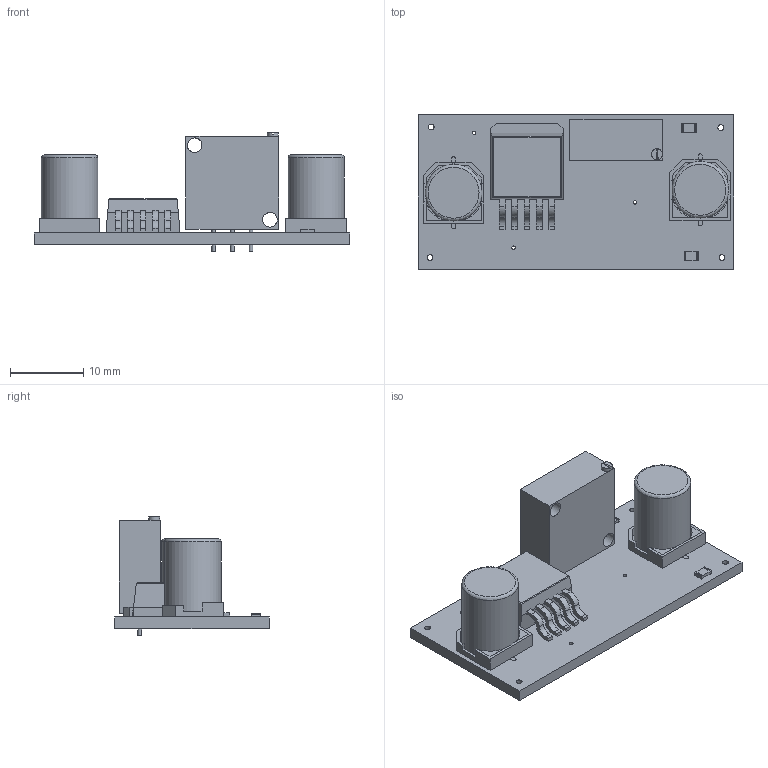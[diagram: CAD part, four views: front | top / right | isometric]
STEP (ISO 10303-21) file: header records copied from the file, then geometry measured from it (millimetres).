
FILE_DESCRIPTION(('for SolidWorks'),'2;1');
FILE_NAME('DC-DC_test.step','2019-04-17T13:05:37',('VAL'),(''), 'Open CASCADE STEP processor 6.6','DipTrace','Unknown');
FILE_SCHEMA(('AUTOMOTIVE_DESIGN { 1 0 10303 214 1 1 1 1 }'));
Length unit declared in the file: millimetre
Products named in the file (7): PCB_DC-DC_test; Board_DC-DC_test; CAP_ELEC_SMD_8.3x8.3_10.2mm; Cap_0805; Resistor_0805; 3252W_cut; TO263-5L
Assembly tree (7 placements, depth 2):
  PCB_DC-DC_test
    Board_DC-DC_test
    CAP_ELEC_SMD_8.3x8.3_10.2mm  x2
    Cap_0805
    Resistor_0805
    3252W_cut
    TO263-5L
Bounding box: 43.1 x 21.11 x 16.2 mm (x, y, z)
Volume: 1438.9 mm3; surface area: 4592.3 mm2
Topology: 1 solids, 35 shells, 347 faces, 840 edges, 556 vertices
Faces by surface type: bspline 329, cylinder 12, plane 6
Full cylindrical faces by diameter (mm): 0.486 x5, 0.8 x4, 0.9 x3
Entity records: 9716 total; most frequent: CARTESIAN_POINT 3368, ORIENTED_EDGE 1305, EDGE_CURVE 652, B_SPLINE_CURVE_WITH_KNOTS 493, VERTEX_POINT 433, FACE_BOUND 301, EDGE_LOOP 301, PRESENTATION_STYLE_ASSIGNMENT 280
